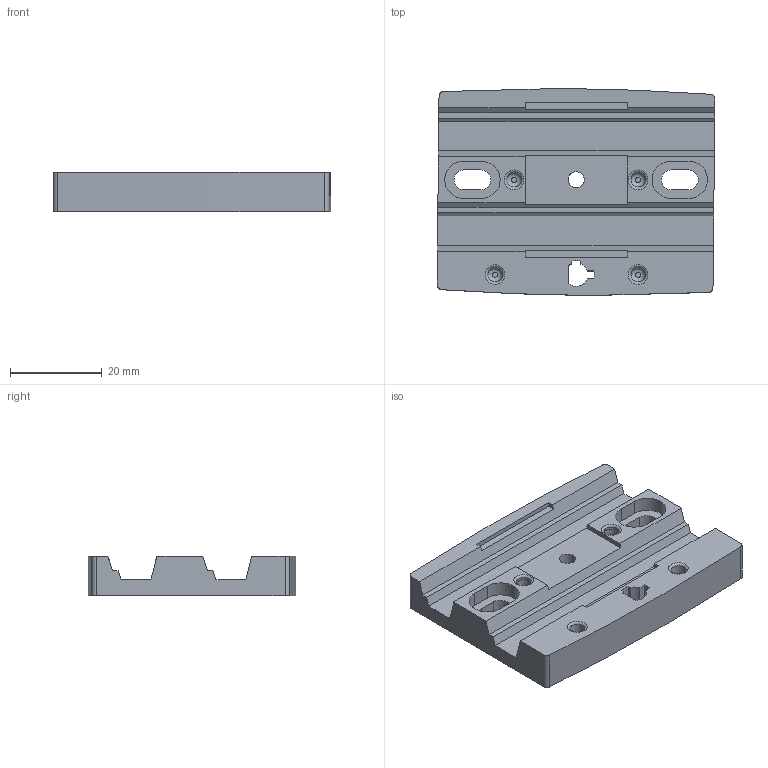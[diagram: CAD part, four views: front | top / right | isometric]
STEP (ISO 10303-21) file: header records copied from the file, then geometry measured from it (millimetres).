
FILE_DESCRIPTION(/* description */ ('Alibre Inc.'),/* implementation_level */ '2;1');
FILE_NAME(/* name */ 'export0',/* time_stamp */ '2017-08-30T07:32:08+02:00',/* author */ (''),/* organization */ (''),/* preprocessor_version */ 'ST-DEVELOPER v14',/* originating_system */ 'Alibre',/* authorisation */ '');
FILE_SCHEMA (('AUTOMOTIVE_DESIGN'));
Length unit declared in the file: millimetre
Products named in the file (1): 2
Bounding box: 60.42 x 45.03 x 8.5 mm (x, y, z)
Volume: 15656.5 mm3; surface area: 8484.2 mm2
Topology: 1 solids, 1 shells, 83 faces, 217 edges, 144 vertices
Faces by surface type: plane 50, cylinder 13, bspline 8, torus 6, cone 6
Full cylindrical faces by diameter (mm): 3.5 x1
Entity records: 2479 total; most frequent: CARTESIAN_POINT 581, ORIENTED_EDGE 392, DIRECTION 319, EDGE_CURVE 196, VERTEX_POINT 138, VECTOR 132, LINE 132, AXIS2_PLACEMENT_3D 119
